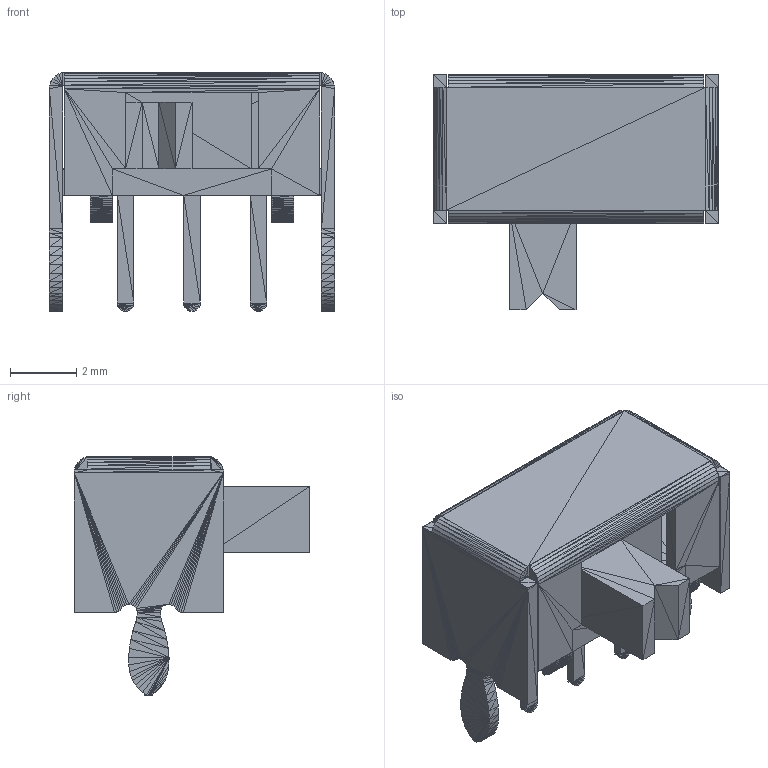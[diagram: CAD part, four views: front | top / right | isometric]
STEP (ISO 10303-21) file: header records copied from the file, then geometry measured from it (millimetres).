
FILE_DESCRIPTION(('FreeCAD Model'),'2;1');
FILE_NAME('Open CASCADE Shape Model','2023-12-02T01:08:01',('Author'),( ''),'Open CASCADE STEP processor 7.6','FreeCAD','Unknown');
FILE_SCHEMA(('AUTOMOTIVE_DESIGN { 1 0 10303 214 1 1 1 1 }'));
Length unit declared in the file: millimetre
Products named in the file (1): SK13D07VG005
Bounding box: 8.6 x 7.1 x 7.19 mm (x, y, z)
Surface area: 471.4 mm2 (no closed solid volume)
Topology: 0 solids, 15 shells, 1910 faces, 2865 edges, 985 vertices
Faces by surface type: plane 1910
Entity records: 37489 total; most frequent: DIRECTION 6687, CARTESIAN_POINT 5761, ORIENTED_EDGE 5730, EDGE_CURVE 2865, LINE 2865, VECTOR 2865, AXIS2_PLACEMENT_3D 1911, ADVANCED_FACE 1910
